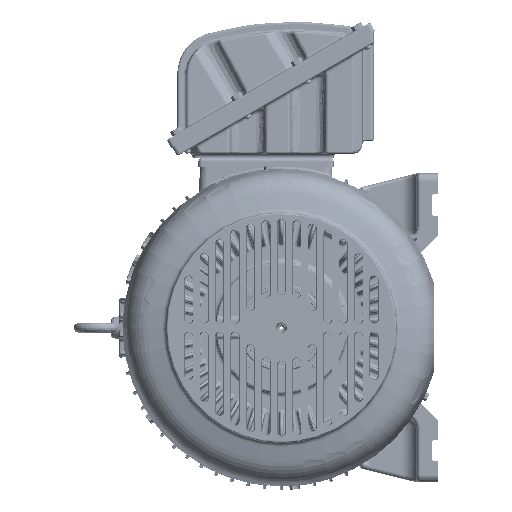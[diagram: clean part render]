
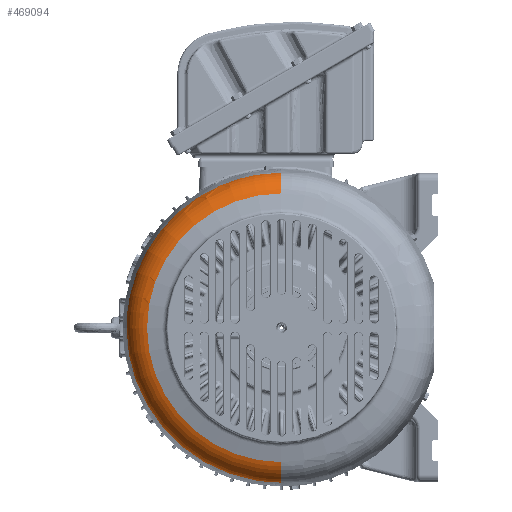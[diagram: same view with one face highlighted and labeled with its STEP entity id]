
A CAD part, left-side view. The second image highlights one B-rep face of the part: STEP entity #469094.
In plain terms, the highlighted toroidal (fillet/blend) face has major radius 164.345 mm and minor radius 37 mm.
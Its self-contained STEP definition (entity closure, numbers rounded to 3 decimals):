
#466627=CARTESIAN_POINT('Vertex',(-313.852,0.,200.433)) ;
#466677=CARTESIAN_POINT('Axis2P3D Location',(-305.686,0.,-164.345)) ;
#466681=CARTESIAN_POINT('Vertex',(-313.852,0.,-200.433)) ;
#466683=CARTESIAN_POINT('Vertex',(-341.426,0.,-173.922)) ;
#466691=CARTESIAN_POINT('Axis2P3D Location',(-305.686,0.,164.345)) ;
#466695=CARTESIAN_POINT('Vertex',(-341.426,0.,173.922)) ;
#469030=CARTESIAN_POINT('Vertex',(-313.852,200.433,0.)) ;
#469034=CARTESIAN_POINT('Control Point',(-313.852,0.,200.433)) ;
#469035=CARTESIAN_POINT('Control Point',(-313.852,5.016,200.433)) ;
#469036=CARTESIAN_POINT('Control Point',(-313.852,10.031,200.276)) ;
#469037=CARTESIAN_POINT('Control Point',(-313.852,15.269,199.957)) ;
#469038=CARTESIAN_POINT('Control Point',(-313.852,23.965,199.178)) ;
#469039=CARTESIAN_POINT('Control Point',(-313.852,34.805,197.444)) ;
#469040=CARTESIAN_POINT('Control Point',(-313.852,38.827,196.707)) ;
#469041=CARTESIAN_POINT('Control Point',(-313.852,47.345,194.912)) ;
#469042=CARTESIAN_POINT('Control Point',(-313.852,57.493,192.116)) ;
#469043=CARTESIAN_POINT('Control Point',(-313.852,62.796,190.479)) ;
#469044=CARTESIAN_POINT('Control Point',(-313.852,74.622,186.323)) ;
#469045=CARTESIAN_POINT('Control Point',(-313.852,87.627,180.499)) ;
#469046=CARTESIAN_POINT('Control Point',(-313.852,94.552,176.996)) ;
#469047=CARTESIAN_POINT('Control Point',(-313.852,107.753,169.45)) ;
#469048=CARTESIAN_POINT('Control Point',(-313.852,120.632,160.332)) ;
#469049=CARTESIAN_POINT('Control Point',(-313.852,126.617,155.657)) ;
#469050=CARTESIAN_POINT('Control Point',(-313.852,138.205,145.671)) ;
#469051=CARTESIAN_POINT('Control Point',(-313.852,148.882,134.525)) ;
#469052=CARTESIAN_POINT('Control Point',(-313.852,153.954,128.69)) ;
#469053=CARTESIAN_POINT('Control Point',(-313.852,164.957,114.727)) ;
#469054=CARTESIAN_POINT('Control Point',(-313.852,174.382,99.583)) ;
#469055=CARTESIAN_POINT('Control Point',(-313.852,179.157,90.708)) ;
#469056=CARTESIAN_POINT('Control Point',(-313.852,187.568,72.419)) ;
#469057=CARTESIAN_POINT('Control Point',(-313.852,193.632,53.217)) ;
#469058=CARTESIAN_POINT('Control Point',(-313.852,196.062,43.429)) ;
#469059=CARTESIAN_POINT('Control Point',(-313.852,198.717,28.854)) ;
#469060=CARTESIAN_POINT('Control Point',(-313.852,200.018,14.119)) ;
#469061=CARTESIAN_POINT('Control Point',(-313.852,200.295,9.416)) ;
#469062=CARTESIAN_POINT('Control Point',(-313.852,200.433,4.708)) ;
#469063=CARTESIAN_POINT('Control Point',(-313.852,200.433,0.)) ;
#469072=CARTESIAN_POINT('Axis2P3D Location',(-305.686,0.,0.)) ;
#469077=CARTESIAN_POINT('Axis2P3D Location',(-313.852,0.,0.)) ;
#469082=CARTESIAN_POINT('Axis2P3D Location',(-341.426,0.,0.)) ;
#466678=DIRECTION('Axis2P3D Direction',(-0.,1.,0.)) ;
#466692=DIRECTION('Axis2P3D Direction',(0.,-1.,0.)) ;
#469073=DIRECTION('Axis2P3D Direction',(-1.,-0.,-0.)) ;
#469074=DIRECTION('Axis2P3D XDirection',(0.,0.,1.)) ;
#469078=DIRECTION('Axis2P3D Direction',(-1.,0.,0.)) ;
#469083=DIRECTION('Axis2P3D Direction',(-1.,0.,0.)) ;
#466679=AXIS2_PLACEMENT_3D('Circle Axis2P3D',#466677,#466678,$) ;
#466693=AXIS2_PLACEMENT_3D('Circle Axis2P3D',#466691,#466692,$) ;
#469075=AXIS2_PLACEMENT_3D('Torus Axis2P3D',#469072,#469073,#469074) ;
#469079=AXIS2_PLACEMENT_3D('Circle Axis2P3D',#469077,#469078,$) ;
#469084=AXIS2_PLACEMENT_3D('Circle Axis2P3D',#469082,#469083,$) ;
#469088=ORIENTED_EDGE('',*,*,#469064,.T.) ;
#469089=ORIENTED_EDGE('',*,*,#469081,.T.) ;
#469090=ORIENTED_EDGE('',*,*,#466685,.T.) ;
#469091=ORIENTED_EDGE('',*,*,#469086,.F.) ;
#469092=ORIENTED_EDGE('',*,*,#466697,.F.) ;
#469094=ADVANCED_FACE('\X2\51434EF6672C9AD4\X0\',(#469093),#469076,.T.) ;
#469033=B_SPLINE_CURVE_WITH_KNOTS('',5,(#469034,#469035,#469036,#469037,#469038,#469039,#469040,#469041,#469042,#469043,#469044,#469045,#469046,#469047,#469048,#469049,#469050,#469051,#469052,#469053,#469054,#469055,#469056,#469057,#469058,#469059,#469060,#469061,#469062,#469063),.UNSPECIFIED.,.F.,.U.,(6,3,3,3,3,3,3,3,3,6),(0.,116.371,176.682,232.951,293.488,348.282,403.077,474.339,545.601,578.891),.UNSPECIFIED.) ;
#466680=CIRCLE('generated circle',#466679,37.) ;
#466694=CIRCLE('generated circle',#466693,37.) ;
#469080=CIRCLE('generated circle',#469079,200.433) ;
#469085=CIRCLE('generated circle',#469084,173.922) ;
#469076=TOROIDAL_SURFACE('homeo Torus',#469075,164.345,37.) ;
#466685=EDGE_CURVE('',#466682,#466684,#466680,.T.) ;
#466697=EDGE_CURVE('',#466628,#466696,#466694,.T.) ;
#469064=EDGE_CURVE('',#466628,#469031,#469033,.T.) ;
#469081=EDGE_CURVE('',#469031,#466682,#469080,.T.) ;
#469086=EDGE_CURVE('',#466696,#466684,#469085,.T.) ;
#469087=EDGE_LOOP('',(#469088,#469089,#469090,#469091,#469092)) ;
#469093=FACE_OUTER_BOUND('',#469087,.T.) ;
#466628=VERTEX_POINT('',#466627) ;
#466682=VERTEX_POINT('',#466681) ;
#466684=VERTEX_POINT('',#466683) ;
#466696=VERTEX_POINT('',#466695) ;
#469031=VERTEX_POINT('',#469030) ;
